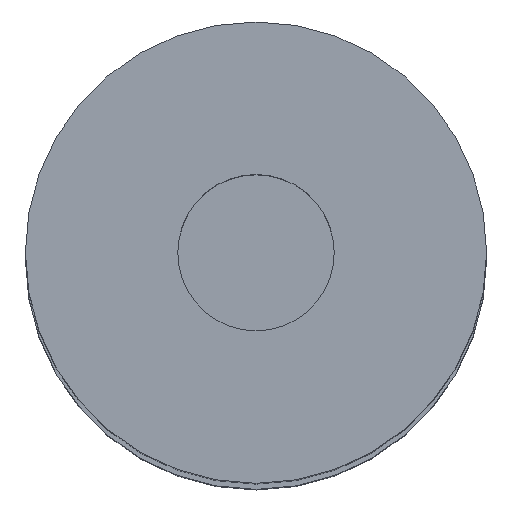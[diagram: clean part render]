
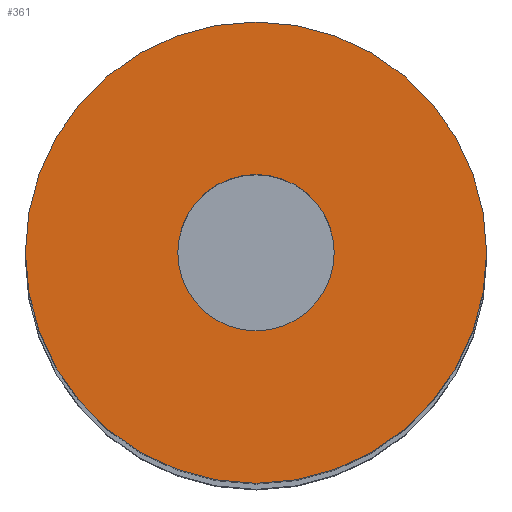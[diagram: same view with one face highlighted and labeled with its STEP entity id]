
A CAD part, top view. The second image highlights one B-rep face of the part: STEP entity #361.
In plain terms, the highlighted planar face has unit normal (0, 0, 1).
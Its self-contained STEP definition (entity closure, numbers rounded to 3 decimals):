
#92=FACE_BOUND('',#138,.T.);
#108=FACE_OUTER_BOUND('',#137,.T.);
#137=EDGE_LOOP('',(#282));
#138=EDGE_LOOP('',(#283));
#166=CIRCLE('',#446,3.39);
#168=CIRCLE('',#450,10.);
#191=VERTEX_POINT('',#649);
#193=VERTEX_POINT('',#656);
#222=EDGE_CURVE('',#191,#191,#166,.T.);
#225=EDGE_CURVE('',#193,#193,#168,.T.);
#282=ORIENTED_EDGE('',*,*,#225,.T.);
#283=ORIENTED_EDGE('',*,*,#222,.T.);
#344=PLANE('',#449);
#361=ADVANCED_FACE('',(#108,#92),#344,.T.);
#446=AXIS2_PLACEMENT_3D('',#650,#530,#531);
#449=AXIS2_PLACEMENT_3D('',#655,#537,#538);
#450=AXIS2_PLACEMENT_3D('',#657,#539,#540);
#530=DIRECTION('center_axis',(0.,0.,-1.));
#531=DIRECTION('ref_axis',(-1.,0.,0.));
#537=DIRECTION('center_axis',(0.,0.,1.));
#538=DIRECTION('ref_axis',(-1.,0.,0.));
#539=DIRECTION('center_axis',(0.,0.,1.));
#540=DIRECTION('ref_axis',(-1.,0.,0.));
#649=CARTESIAN_POINT('',(3.39,0.,115.));
#650=CARTESIAN_POINT('Origin',(0.,0.,115.));
#655=CARTESIAN_POINT('Origin',(0.,0.,115.));
#656=CARTESIAN_POINT('',(10.,0.,115.));
#657=CARTESIAN_POINT('Origin',(0.,0.,115.));
